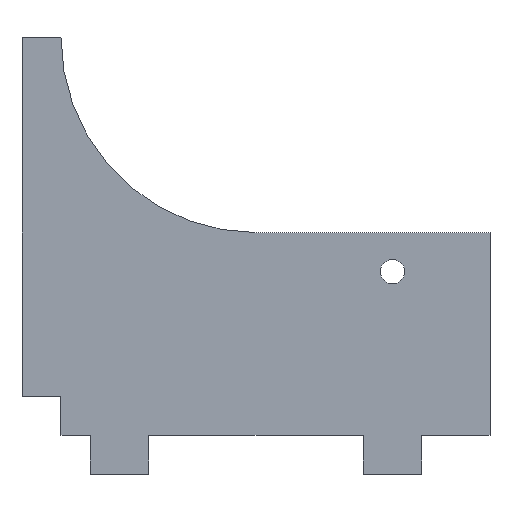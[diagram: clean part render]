
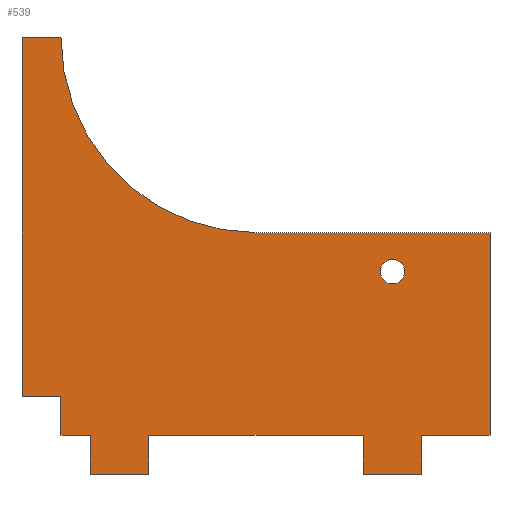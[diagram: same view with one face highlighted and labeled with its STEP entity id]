
A CAD part, top view. The second image highlights one B-rep face of the part: STEP entity #539.
In plain terms, the highlighted planar face has unit normal (0, 0, 1).
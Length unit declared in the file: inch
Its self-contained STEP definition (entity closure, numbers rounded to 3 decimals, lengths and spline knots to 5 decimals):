
#72=CARTESIAN_POINT('',(-0.,3.1,0.5));
#73=VERTEX_POINT('',#72);
#89=CARTESIAN_POINT('',(-2.5,5.6,0.5));
#90=VERTEX_POINT('',#89);
#97=CARTESIAN_POINT('',(0.,5.6,0.5));
#98=DIRECTION('',(0.,0.,-1.));
#99=DIRECTION('',(1.,0.,0.));
#100=AXIS2_PLACEMENT_3D('',#97,#98,#99);
#101=CIRCLE('',#100,2.5);
#102=EDGE_CURVE('',#73,#90,#101,.T.);
#122=CARTESIAN_POINT('',(-3.,1.,0.5));
#123=VERTEX_POINT('',#122);
#130=CARTESIAN_POINT('',(-3.,5.6,0.5));
#131=VERTEX_POINT('',#130);
#132=CARTESIAN_POINT('',(-3.,5.6,0.5));
#133=DIRECTION('',(0.,-1.,0.));
#134=VECTOR('',#133,4.6);
#135=LINE('',#132,#134);
#136=EDGE_CURVE('',#131,#123,#135,.T.);
#152=CARTESIAN_POINT('',(-2.5,0.5,0.5));
#153=VERTEX_POINT('',#152);
#154=CARTESIAN_POINT('',(-2.125,0.5,0.5));
#155=VERTEX_POINT('',#154);
#156=CARTESIAN_POINT('',(-2.5,0.5,0.5));
#157=DIRECTION('',(1.,0.,-0.));
#158=VECTOR('',#157,0.375);
#159=LINE('',#156,#158);
#160=EDGE_CURVE('',#153,#155,#159,.T.);
#200=CARTESIAN_POINT('',(-2.125,0.,0.5));
#201=VERTEX_POINT('',#200);
#208=CARTESIAN_POINT('',(-2.125,0.5,0.5));
#209=DIRECTION('',(0.,-1.,0.));
#210=VECTOR('',#209,0.5);
#211=LINE('',#208,#210);
#212=EDGE_CURVE('',#155,#201,#211,.T.);
#231=CARTESIAN_POINT('',(-1.375,0.,0.5));
#232=VERTEX_POINT('',#231);
#239=CARTESIAN_POINT('',(-2.125,0.,0.5));
#240=DIRECTION('',(1.,0.,-0.));
#241=VECTOR('',#240,0.75);
#242=LINE('',#239,#241);
#243=EDGE_CURVE('',#201,#232,#242,.T.);
#262=CARTESIAN_POINT('',(-1.375,0.5,0.5));
#263=VERTEX_POINT('',#262);
#270=CARTESIAN_POINT('',(-1.375,0.,0.5));
#271=DIRECTION('',(0.,1.,0.));
#272=VECTOR('',#271,0.5);
#273=LINE('',#270,#272);
#274=EDGE_CURVE('',#232,#263,#273,.T.);
#293=CARTESIAN_POINT('',(1.375,0.5,0.5));
#294=VERTEX_POINT('',#293);
#301=CARTESIAN_POINT('',(-1.375,0.5,0.5));
#302=DIRECTION('',(1.,0.,-0.));
#303=VECTOR('',#302,2.75);
#304=LINE('',#301,#303);
#305=EDGE_CURVE('',#263,#294,#304,.T.);
#324=CARTESIAN_POINT('',(1.375,0.,0.5));
#325=VERTEX_POINT('',#324);
#332=CARTESIAN_POINT('',(1.375,0.5,0.5));
#333=DIRECTION('',(0.,-1.,0.));
#334=VECTOR('',#333,0.5);
#335=LINE('',#332,#334);
#336=EDGE_CURVE('',#294,#325,#335,.T.);
#355=CARTESIAN_POINT('',(2.125,0.,0.5));
#356=VERTEX_POINT('',#355);
#363=CARTESIAN_POINT('',(1.375,0.,0.5));
#364=DIRECTION('',(1.,0.,-0.));
#365=VECTOR('',#364,0.75);
#366=LINE('',#363,#365);
#367=EDGE_CURVE('',#325,#356,#366,.T.);
#386=CARTESIAN_POINT('',(2.125,0.5,0.5));
#387=VERTEX_POINT('',#386);
#394=CARTESIAN_POINT('',(2.125,0.,0.5));
#395=DIRECTION('',(0.,1.,0.));
#396=VECTOR('',#395,0.5);
#397=LINE('',#394,#396);
#398=EDGE_CURVE('',#356,#387,#397,.T.);
#417=CARTESIAN_POINT('',(3.,0.5,0.5));
#418=VERTEX_POINT('',#417);
#425=CARTESIAN_POINT('',(2.125,0.5,0.5));
#426=DIRECTION('',(1.,0.,-0.));
#427=VECTOR('',#426,0.875);
#428=LINE('',#425,#427);
#429=EDGE_CURVE('',#387,#418,#428,.T.);
#448=CARTESIAN_POINT('',(3.,3.1,0.5));
#449=VERTEX_POINT('',#448);
#456=CARTESIAN_POINT('',(3.,0.5,0.5));
#457=DIRECTION('',(-0.,1.,0.));
#458=VECTOR('',#457,2.6);
#459=LINE('',#456,#458);
#460=EDGE_CURVE('',#418,#449,#459,.T.);
#478=CARTESIAN_POINT('',(-2.5,5.6,0.5));
#479=DIRECTION('',(-1.,0.,0.));
#480=VECTOR('',#479,0.5);
#481=LINE('',#478,#480);
#482=EDGE_CURVE('',#90,#131,#481,.T.);
#488=CARTESIAN_POINT('',(0.,5.6,0.5));
#489=DIRECTION('',(0.,0.,1.));
#490=DIRECTION('',(1.,0.,0.));
#491=AXIS2_PLACEMENT_3D('',#488,#489,#490);
#492=PLANE('',#491);
#493=CARTESIAN_POINT('',(-0.,3.1,0.5));
#494=DIRECTION('',(1.,0.,-0.));
#495=VECTOR('',#494,3.);
#496=LINE('',#493,#495);
#497=EDGE_CURVE('',#73,#449,#496,.T.);
#498=ORIENTED_EDGE('',*,*,#497,.F.);
#499=ORIENTED_EDGE('',*,*,#102,.T.);
#500=ORIENTED_EDGE('',*,*,#482,.T.);
#501=ORIENTED_EDGE('',*,*,#136,.T.);
#502=CARTESIAN_POINT('',(-2.5,1.,0.5));
#503=VERTEX_POINT('',#502);
#504=CARTESIAN_POINT('',(-2.5,1.,0.5));
#505=DIRECTION('',(-1.,0.,0.));
#506=VECTOR('',#505,0.5);
#507=LINE('',#504,#506);
#508=EDGE_CURVE('',#503,#123,#507,.T.);
#509=ORIENTED_EDGE('',*,*,#508,.F.);
#510=CARTESIAN_POINT('',(-2.5,0.5,0.5));
#511=DIRECTION('',(0.,1.,0.));
#512=VECTOR('',#511,0.5);
#513=LINE('',#510,#512);
#514=EDGE_CURVE('',#153,#503,#513,.T.);
#515=ORIENTED_EDGE('',*,*,#514,.F.);
#516=ORIENTED_EDGE('',*,*,#160,.T.);
#517=ORIENTED_EDGE('',*,*,#212,.T.);
#518=ORIENTED_EDGE('',*,*,#243,.T.);
#519=ORIENTED_EDGE('',*,*,#274,.T.);
#520=ORIENTED_EDGE('',*,*,#305,.T.);
#521=ORIENTED_EDGE('',*,*,#336,.T.);
#522=ORIENTED_EDGE('',*,*,#367,.T.);
#523=ORIENTED_EDGE('',*,*,#398,.T.);
#524=ORIENTED_EDGE('',*,*,#429,.T.);
#525=ORIENTED_EDGE('',*,*,#460,.T.);
#526=EDGE_LOOP('',(#498,#499,#500,#501,#509,#515,#516,#517,#518,#519,#520,#521,#522,#523,#524,#525));
#527=FACE_BOUND('',#526,.T.);
#528=CARTESIAN_POINT('',(1.90625,2.6,0.5));
#529=VERTEX_POINT('',#528);
#530=CARTESIAN_POINT('',(1.75,2.6,0.5));
#531=DIRECTION('',(0.,0.,1.));
#532=DIRECTION('',(1.,0.,-0.));
#533=AXIS2_PLACEMENT_3D('',#530,#531,#532);
#534=CIRCLE('',#533,0.15625);
#535=EDGE_CURVE('',#529,#529,#534,.T.);
#536=ORIENTED_EDGE('',*,*,#535,.F.);
#537=EDGE_LOOP('',(#536));
#538=FACE_BOUND('',#537,.T.);
#539=ADVANCED_FACE('',(#527,#538),#492,.T.);
